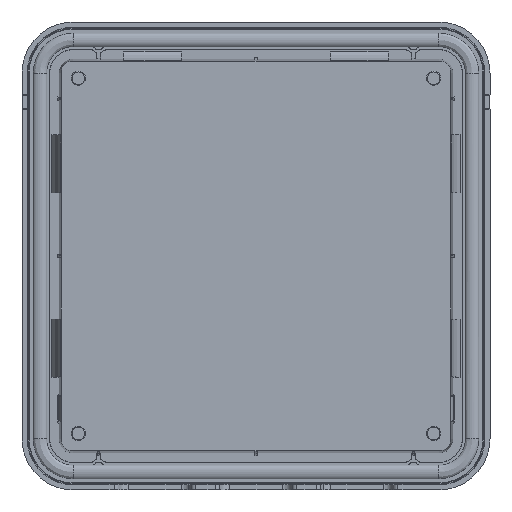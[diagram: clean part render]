
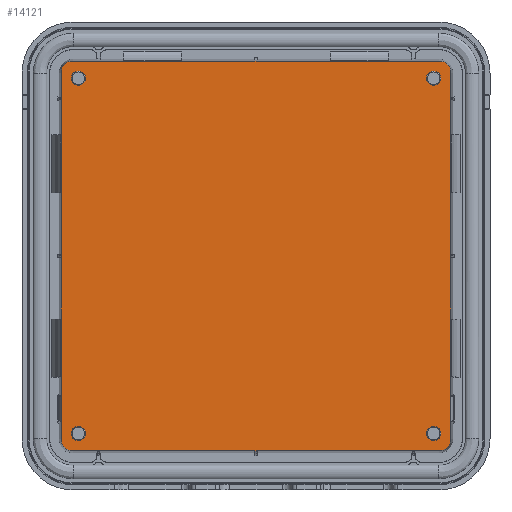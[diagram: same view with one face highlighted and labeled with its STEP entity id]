
A CAD part, top view. The second image highlights one B-rep face of the part: STEP entity #14121.
In plain terms, the highlighted planar face has unit normal (0, 0, 1).
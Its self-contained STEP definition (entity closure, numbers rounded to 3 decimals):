
#283=FACE_BOUND('',#2038,.T.);
#284=FACE_BOUND('',#2039,.T.);
#285=FACE_BOUND('',#2040,.T.);
#286=FACE_BOUND('',#2041,.T.);
#473=CIRCLE('',#14275,3.15);
#478=CIRCLE('',#14283,3.15);
#483=CIRCLE('',#14291,3.15);
#488=CIRCLE('',#14299,3.15);
#625=CIRCLE('',#15158,5.127);
#626=CIRCLE('',#15160,5.127);
#629=CIRCLE('',#15167,5.127);
#630=CIRCLE('',#15168,5.127);
#1293=FACE_OUTER_BOUND('',#2037,.T.);
#2037=EDGE_LOOP('',(#12494,#12495,#12496,#12497,#12498,#12499,#12500,#12501));
#2038=EDGE_LOOP('',(#12502));
#2039=EDGE_LOOP('',(#12503));
#2040=EDGE_LOOP('',(#12504));
#2041=EDGE_LOOP('',(#12505));
#3550=LINE('',#24364,#5197);
#3586=LINE('',#24441,#5233);
#3623=LINE('',#24597,#5270);
#3651=LINE('',#24703,#5298);
#5197=VECTOR('',#18452,1.);
#5233=VECTOR('',#18510,1.);
#5270=VECTOR('',#18597,1.);
#5298=VECTOR('',#18661,1.);
#5552=VERTEX_POINT('',#19334);
#5556=VERTEX_POINT('',#19347);
#5560=VERTEX_POINT('',#19360);
#5564=VERTEX_POINT('',#19373);
#6593=VERTEX_POINT('',#24361);
#6594=VERTEX_POINT('',#24363);
#6623=VERTEX_POINT('',#24438);
#6624=VERTEX_POINT('',#24440);
#6649=VERTEX_POINT('',#24595);
#6650=VERTEX_POINT('',#24596);
#6673=VERTEX_POINT('',#24700);
#6674=VERTEX_POINT('',#24702);
#6894=EDGE_CURVE('',#5552,#5552,#473,.T.);
#6900=EDGE_CURVE('',#5556,#5556,#478,.T.);
#6906=EDGE_CURVE('',#5560,#5560,#483,.T.);
#6912=EDGE_CURVE('',#5564,#5564,#488,.T.);
#8528=EDGE_CURVE('',#6594,#6593,#3550,.T.);
#8568=EDGE_CURVE('',#6624,#6623,#3586,.T.);
#8609=EDGE_CURVE('',#6649,#6650,#3623,.T.);
#8638=EDGE_CURVE('',#6593,#6649,#625,.T.);
#8639=EDGE_CURVE('',#6650,#6624,#626,.T.);
#8647=EDGE_CURVE('',#6623,#6673,#629,.T.);
#8648=EDGE_CURVE('',#6673,#6674,#3651,.T.);
#8649=EDGE_CURVE('',#6674,#6594,#630,.T.);
#12494=ORIENTED_EDGE('',*,*,#8609,.T.);
#12495=ORIENTED_EDGE('',*,*,#8639,.T.);
#12496=ORIENTED_EDGE('',*,*,#8568,.T.);
#12497=ORIENTED_EDGE('',*,*,#8647,.T.);
#12498=ORIENTED_EDGE('',*,*,#8648,.T.);
#12499=ORIENTED_EDGE('',*,*,#8649,.T.);
#12500=ORIENTED_EDGE('',*,*,#8528,.T.);
#12501=ORIENTED_EDGE('',*,*,#8638,.T.);
#12502=ORIENTED_EDGE('',*,*,#6894,.T.);
#12503=ORIENTED_EDGE('',*,*,#6900,.T.);
#12504=ORIENTED_EDGE('',*,*,#6906,.T.);
#12505=ORIENTED_EDGE('',*,*,#6912,.T.);
#13434=PLANE('',#15166);
#14121=ADVANCED_FACE('',(#1293,#283,#284,#285,#286),#13434,.T.);
#14275=AXIS2_PLACEMENT_3D('',#19336,#15480,#15481);
#14283=AXIS2_PLACEMENT_3D('',#19349,#15497,#15498);
#14291=AXIS2_PLACEMENT_3D('',#19362,#15514,#15515);
#14299=AXIS2_PLACEMENT_3D('',#19375,#15531,#15532);
#15158=AXIS2_PLACEMENT_3D('',#24682,#18636,#18637);
#15160=AXIS2_PLACEMENT_3D('',#24684,#18640,#18641);
#15166=AXIS2_PLACEMENT_3D('',#24699,#18657,#18658);
#15167=AXIS2_PLACEMENT_3D('',#24701,#18659,#18660);
#15168=AXIS2_PLACEMENT_3D('',#24704,#18662,#18663);
#15480=DIRECTION('center_axis',(0.,0.,-1.));
#15481=DIRECTION('ref_axis',(-1.,0.,0.));
#15497=DIRECTION('center_axis',(0.,0.,-1.));
#15498=DIRECTION('ref_axis',(-1.,0.,0.));
#15514=DIRECTION('center_axis',(0.,0.,-1.));
#15515=DIRECTION('ref_axis',(-1.,0.,0.));
#15531=DIRECTION('center_axis',(0.,0.,-1.));
#15532=DIRECTION('ref_axis',(-1.,0.,0.));
#18452=DIRECTION('',(1.,0.,0.));
#18510=DIRECTION('',(-1.,0.,0.));
#18597=DIRECTION('',(0.,1.,0.));
#18636=DIRECTION('center_axis',(0.,0.,1.));
#18637=DIRECTION('ref_axis',(0.,-1.,0.));
#18640=DIRECTION('center_axis',(0.,0.,1.));
#18641=DIRECTION('ref_axis',(1.,0.,0.));
#18657=DIRECTION('center_axis',(0.,0.,1.));
#18658=DIRECTION('ref_axis',(-1.,0.,0.));
#18659=DIRECTION('center_axis',(0.,0.,1.));
#18660=DIRECTION('ref_axis',(0.,1.,0.));
#18661=DIRECTION('',(0.,-1.,0.));
#18662=DIRECTION('center_axis',(0.,0.,1.));
#18663=DIRECTION('ref_axis',(-1.,0.,0.));
#19334=CARTESIAN_POINT('',(-75.85,-79.,27.8));
#19336=CARTESIAN_POINT('Origin',(-79.,-79.,27.8));
#19347=CARTESIAN_POINT('',(82.15,-79.,27.8));
#19349=CARTESIAN_POINT('Origin',(79.,-79.,27.8));
#19360=CARTESIAN_POINT('',(82.15,79.,27.8));
#19362=CARTESIAN_POINT('Origin',(79.,79.,27.8));
#19373=CARTESIAN_POINT('',(-75.85,79.,27.8));
#19375=CARTESIAN_POINT('Origin',(-79.,79.,27.8));
#24361=CARTESIAN_POINT('',(81.55,-86.677,27.8));
#24363=CARTESIAN_POINT('',(-81.55,-86.677,27.8));
#24364=CARTESIAN_POINT('',(-81.55,-86.677,27.8));
#24438=CARTESIAN_POINT('',(-81.55,86.677,27.8));
#24440=CARTESIAN_POINT('',(81.55,86.677,27.8));
#24441=CARTESIAN_POINT('',(81.55,86.677,27.8));
#24595=CARTESIAN_POINT('',(86.677,-81.55,27.8));
#24596=CARTESIAN_POINT('',(86.677,81.55,27.8));
#24597=CARTESIAN_POINT('',(86.677,-81.55,27.8));
#24682=CARTESIAN_POINT('Origin',(81.55,-81.55,27.8));
#24684=CARTESIAN_POINT('Origin',(81.55,81.55,27.8));
#24699=CARTESIAN_POINT('Origin',(0.,0.,27.8));
#24700=CARTESIAN_POINT('',(-86.677,81.55,27.8));
#24701=CARTESIAN_POINT('Origin',(-81.55,81.55,27.8));
#24702=CARTESIAN_POINT('',(-86.677,-81.55,27.8));
#24703=CARTESIAN_POINT('',(-86.677,81.55,27.8));
#24704=CARTESIAN_POINT('Origin',(-81.55,-81.55,27.8));
